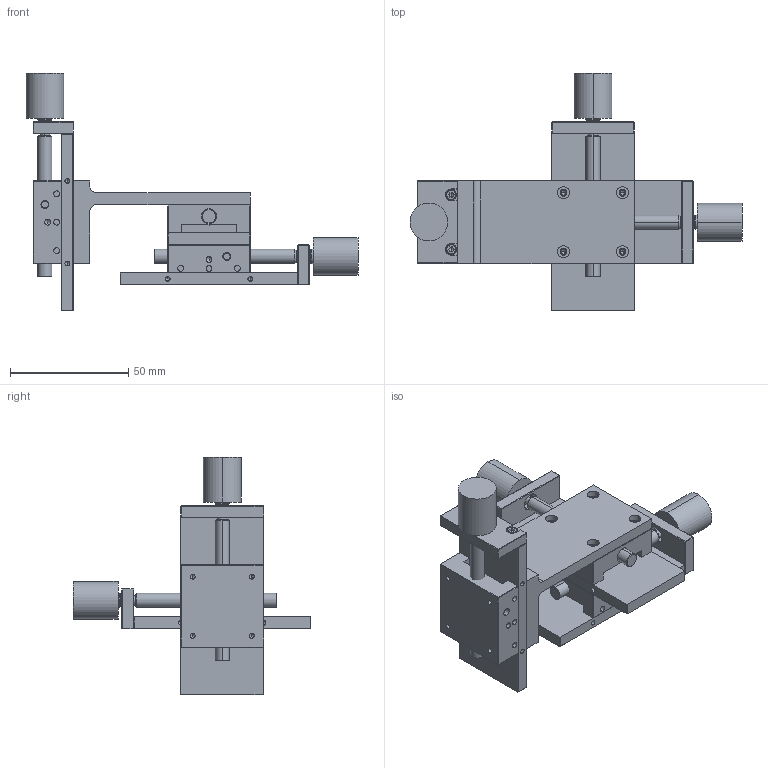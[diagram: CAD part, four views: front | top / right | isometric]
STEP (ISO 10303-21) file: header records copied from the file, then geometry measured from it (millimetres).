
FILE_DESCRIPTION (( 'STEP AP214' ), '1' );
FILE_NAME ('517352.STEP', '2019-10-23T07:49:42', ( 'user' ), ( '微软中国' ), 'SwSTEP 2.0', 'SolidWorks 2016', '' );
FILE_SCHEMA (( 'AUTOMOTIVE_DESIGN' ));
Length unit declared in the file: millimetre
Products named in the file (1): 517352
Bounding box: 140.6 x 100.6 x 100.6 mm (x, y, z)
Volume: 114735.7 mm3; surface area: 60174.8 mm2
Topology: 24 solids, 24 shells, 750 faces, 1741 edges, 1024 vertices
Faces by surface type: plane 324, cylinder 270, cone 144, bspline 12
Entity records: 24628 total; most frequent: CARTESIAN_POINT 4370, DIRECTION 3729, ORIENTED_EDGE 3306, EDGE_CURVE 1653, AXIS2_PLACEMENT_3D 1373, VERTEX_POINT 1024, VECTOR 983, LINE 983
